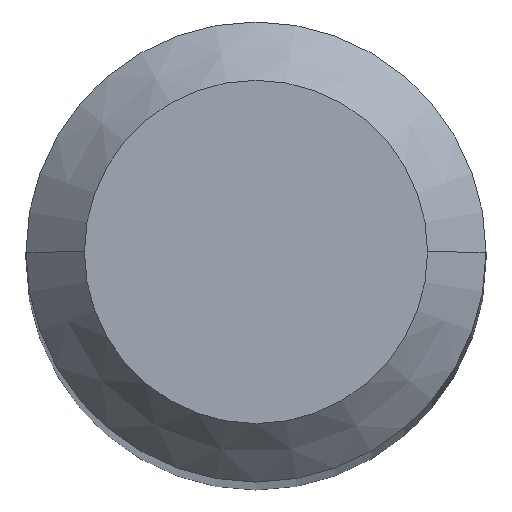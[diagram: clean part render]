
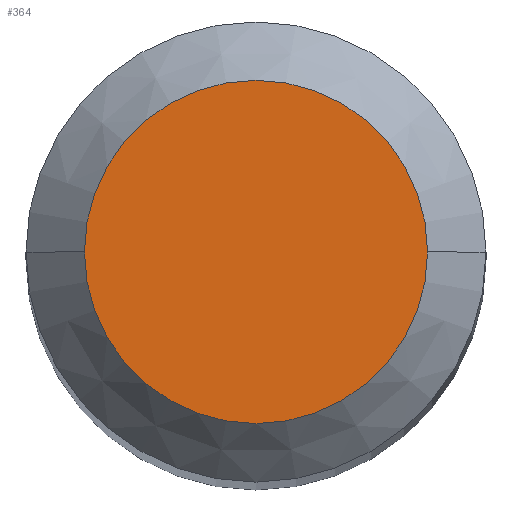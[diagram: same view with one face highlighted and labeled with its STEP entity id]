
A CAD part, top view. The second image highlights one B-rep face of the part: STEP entity #364.
In plain terms, the highlighted planar face has unit normal (0, 0, 1).
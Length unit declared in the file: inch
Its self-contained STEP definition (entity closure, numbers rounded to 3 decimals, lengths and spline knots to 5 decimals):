
#14 = DIRECTION ( 'NONE',  ( -1., 0., 0. ) ) ;
#45 = PLANE ( 'NONE',  #141 ) ;
#68 = CIRCLE ( 'NONE', #333, 0.04405 ) ;
#77 = DIRECTION ( 'NONE',  ( 1., 0., 0. ) ) ;
#101 = DIRECTION ( 'NONE',  ( 1., 0., 0. ) ) ;
#117 = DIRECTION ( 'NONE',  ( 0., 0., 1. ) ) ;
#132 = DIRECTION ( 'NONE',  ( 0., 0., 1. ) ) ;
#141 = AXIS2_PLACEMENT_3D ( 'NONE', #395, #365, #14 ) ;
#213 = EDGE_CURVE ( 'NONE', #327, #236, #68, .T. ) ;
#236 = VERTEX_POINT ( 'NONE', #455 ) ;
#258 = AXIS2_PLACEMENT_3D ( 'NONE', #392, #117, #77 ) ;
#262 = CARTESIAN_POINT ( 'NONE',  ( -0.04405, 0., 0. ) ) ;
#301 = FACE_OUTER_BOUND ( 'NONE', #388, .T. ) ;
#313 = ORIENTED_EDGE ( 'NONE', *, *, #213, .T. ) ;
#327 = VERTEX_POINT ( 'NONE', #262 ) ;
#333 = AXIS2_PLACEMENT_3D ( 'NONE', #425, #132, #101 ) ;
#349 = ORIENTED_EDGE ( 'NONE', *, *, #416, .T. ) ;
#364 = ADVANCED_FACE ( 'NONE', ( #301 ), #45, .F. ) ;
#365 = DIRECTION ( 'NONE',  ( 0., 0., -1. ) ) ;
#388 = EDGE_LOOP ( 'NONE', ( #313, #349 ) ) ;
#392 = CARTESIAN_POINT ( 'NONE',  ( 0., 0., 0. ) ) ;
#395 = CARTESIAN_POINT ( 'NONE',  ( 0., 0.04405, 0. ) ) ;
#416 = EDGE_CURVE ( 'NONE', #236, #327, #423, .T. ) ;
#423 = CIRCLE ( 'NONE', #258, 0.04405 ) ;
#425 = CARTESIAN_POINT ( 'NONE',  ( 0., 0., 0. ) ) ;
#455 = CARTESIAN_POINT ( 'NONE',  ( 0.04405, 0., 0. ) ) ;
